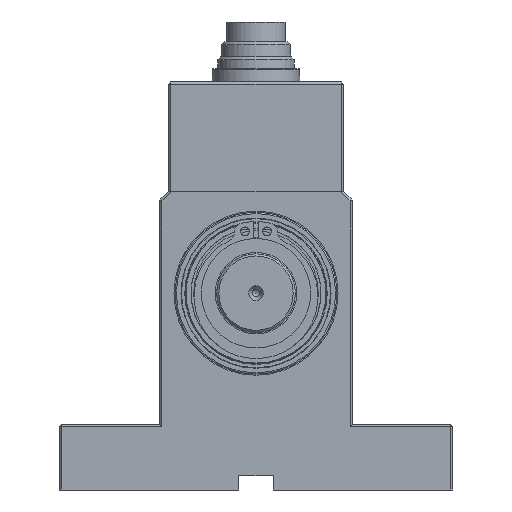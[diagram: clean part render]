
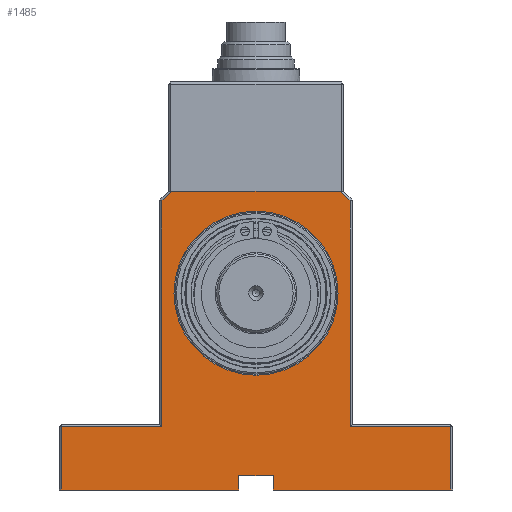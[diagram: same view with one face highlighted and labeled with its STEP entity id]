
A CAD part, left-side view. The second image highlights one B-rep face of the part: STEP entity #1485.
In plain terms, the highlighted face is planar.
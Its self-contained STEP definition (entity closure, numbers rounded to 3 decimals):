
#1485 = ADVANCED_FACE( '', ( #3010, #3011 ), #3012, .F. );
#3010 = FACE_OUTER_BOUND( '', #4903, .T. );
#3011 = FACE_BOUND( '', #4904, .T. );
#3012 = PLANE( '', #4905 );
#4903 = EDGE_LOOP( '', ( #7572, #7573, #7574, #7575, #7576, #7577, #7578, #7579, #7580, #7581, #7582, #7583, #7584, #7585 ) );
#4904 = EDGE_LOOP( '', ( #7586 ) );
#4905 = AXIS2_PLACEMENT_3D( '', #7587, #7588, #7589 );
#7572 = ORIENTED_EDGE( '', *, *, #10314, .T. );
#7573 = ORIENTED_EDGE( '', *, *, #9647, .T. );
#7574 = ORIENTED_EDGE( '', *, *, #9537, .F. );
#7575 = ORIENTED_EDGE( '', *, *, #10315, .T. );
#7576 = ORIENTED_EDGE( '', *, *, #10316, .T. );
#7577 = ORIENTED_EDGE( '', *, *, #10019, .T. );
#7578 = ORIENTED_EDGE( '', *, *, #10317, .T. );
#7579 = ORIENTED_EDGE( '', *, *, #10318, .F. );
#7580 = ORIENTED_EDGE( '', *, *, #10319, .F. );
#7581 = ORIENTED_EDGE( '', *, *, #10083, .F. );
#7582 = ORIENTED_EDGE( '', *, *, #10320, .T. );
#7583 = ORIENTED_EDGE( '', *, *, #10321, .F. );
#7584 = ORIENTED_EDGE( '', *, *, #10322, .T. );
#7585 = ORIENTED_EDGE( '', *, *, #9909, .T. );
#7586 = ORIENTED_EDGE( '', *, *, #10323, .T. );
#7587 = CARTESIAN_POINT( '', ( -45., 71.5, 0. ) );
#7588 = DIRECTION( '', ( 0., -1., 0. ) );
#7589 = DIRECTION( '', ( 0., 0., -1. ) );
#9537 = EDGE_CURVE( '', #10918, #10920, #10921, .T. );
#9647 = EDGE_CURVE( '', #11105, #10920, #11106, .T. );
#9909 = EDGE_CURVE( '', #11531, #11529, #11532, .T. );
#10019 = EDGE_CURVE( '', #11704, #11708, #11710, .T. );
#10083 = EDGE_CURVE( '', #11796, #11794, #11798, .T. );
#10314 = EDGE_CURVE( '', #11529, #11105, #12138, .T. );
#10315 = EDGE_CURVE( '', #10918, #12139, #12140, .T. );
#10316 = EDGE_CURVE( '', #12139, #11704, #12141, .T. );
#10317 = EDGE_CURVE( '', #11708, #12142, #12143, .T. );
#10318 = EDGE_CURVE( '', #12144, #12142, #12145, .T. );
#10319 = EDGE_CURVE( '', #11794, #12144, #12146, .T. );
#10320 = EDGE_CURVE( '', #11796, #12147, #12148, .T. );
#10321 = EDGE_CURVE( '', #12149, #12147, #12150, .T. );
#10322 = EDGE_CURVE( '', #12149, #11531, #12151, .T. );
#10323 = EDGE_CURVE( '', #12152, #12152, #12153, .T. );
#10918 = VERTEX_POINT( '', #12898 );
#10920 = VERTEX_POINT( '', #12901 );
#10921 = LINE( '', #12902, #12903 );
#11105 = VERTEX_POINT( '', #13129 );
#11106 = LINE( '', #13130, #13131 );
#11529 = VERTEX_POINT( '', #13649 );
#11531 = VERTEX_POINT( '', #13652 );
#11532 = LINE( '', #13653, #13654 );
#11704 = VERTEX_POINT( '', #13862 );
#11708 = VERTEX_POINT( '', #13868 );
#11710 = LINE( '', #13871, #13872 );
#11794 = VERTEX_POINT( '', #13974 );
#11796 = VERTEX_POINT( '', #13977 );
#11798 = LINE( '', #13980, #13981 );
#12138 = LINE( '', #14405, #14406 );
#12139 = VERTEX_POINT( '', #14407 );
#12140 = LINE( '', #14408, #14409 );
#12141 = LINE( '', #14410, #14411 );
#12142 = VERTEX_POINT( '', #14412 );
#12143 = LINE( '', #14413, #14414 );
#12144 = VERTEX_POINT( '', #14415 );
#12145 = LINE( '', #14416, #14417 );
#12146 = LINE( '', #14418, #14419 );
#12147 = VERTEX_POINT( '', #14420 );
#12148 = LINE( '', #14421, #14422 );
#12149 = VERTEX_POINT( '', #14423 );
#12150 = LINE( '', #14424, #14425 );
#12151 = LINE( '', #14426, #14427 );
#12152 = VERTEX_POINT( '', #14428 );
#12153 = CIRCLE( '', #14429, 18.75 );
#12898 = CARTESIAN_POINT( '', ( 19.293, 71.5, 68.3 ) );
#12901 = CARTESIAN_POINT( '', ( -19.293, 71.5, 68.3 ) );
#12902 = CARTESIAN_POINT( '', ( 22., 71.5, 68.3 ) );
#12903 = VECTOR( '', #15192, 1000. );
#13129 = CARTESIAN_POINT( '', ( -21.5, 71.5, 66.093 ) );
#13130 = CARTESIAN_POINT( '', ( -19.646, 71.5, 67.946 ) );
#13131 = VECTOR( '', #15358, 1000. );
#13649 = CARTESIAN_POINT( '', ( -21.5, 71.5, 14.5 ) );
#13652 = CARTESIAN_POINT( '', ( -44.5, 71.5, 14.5 ) );
#13653 = CARTESIAN_POINT( '', ( -22., 71.5, 14.5 ) );
#13654 = VECTOR( '', #15749, 1000. );
#13862 = CARTESIAN_POINT( '', ( 21.5, 71.5, 14.5 ) );
#13868 = CARTESIAN_POINT( '', ( 44.5, 71.5, 14.5 ) );
#13871 = CARTESIAN_POINT( '', ( 45., 71.5, 14.5 ) );
#13872 = VECTOR( '', #15900, 1000. );
#13974 = CARTESIAN_POINT( '', ( 4., 71.5, 3.3 ) );
#13977 = CARTESIAN_POINT( '', ( -4., 71.5, 3.3 ) );
#13980 = CARTESIAN_POINT( '', ( -4., 71.5, 3.3 ) );
#13981 = VECTOR( '', #15972, 1000. );
#14405 = CARTESIAN_POINT( '', ( -21.5, 71.5, 66.3 ) );
#14406 = VECTOR( '', #16267, 1000. );
#14407 = CARTESIAN_POINT( '', ( 21.5, 71.5, 66.093 ) );
#14408 = CARTESIAN_POINT( '', ( 21.646, 71.5, 65.946 ) );
#14409 = VECTOR( '', #16268, 1000. );
#14410 = CARTESIAN_POINT( '', ( 21.5, 71.5, 15. ) );
#14411 = VECTOR( '', #16269, 1000. );
#14412 = CARTESIAN_POINT( '', ( 44.5, 71.5, 0. ) );
#14413 = CARTESIAN_POINT( '', ( 44.5, 71.5, 0. ) );
#14414 = VECTOR( '', #16270, 1000. );
#14415 = CARTESIAN_POINT( '', ( 4., 71.5, 0. ) );
#14416 = CARTESIAN_POINT( '', ( -45., 71.5, 0. ) );
#14417 = VECTOR( '', #16271, 1000. );
#14418 = CARTESIAN_POINT( '', ( 4., 71.5, 3.3 ) );
#14419 = VECTOR( '', #16272, 1000. );
#14420 = CARTESIAN_POINT( '', ( -4., 71.5, 0. ) );
#14421 = CARTESIAN_POINT( '', ( -4., 71.5, 3.3 ) );
#14422 = VECTOR( '', #16273, 1000. );
#14423 = CARTESIAN_POINT( '', ( -44.5, 71.5, 0. ) );
#14424 = CARTESIAN_POINT( '', ( -45., 71.5, 0. ) );
#14425 = VECTOR( '', #16274, 1000. );
#14426 = CARTESIAN_POINT( '', ( -44.5, 71.5, 15. ) );
#14427 = VECTOR( '', #16275, 1000. );
#14428 = CARTESIAN_POINT( '', ( -18.75, 71.5, 45. ) );
#14429 = AXIS2_PLACEMENT_3D( '', #16276, #16277, #16278 );
#15192 = DIRECTION( '', ( -1., 0., 0. ) );
#15358 = DIRECTION( '', ( 0.707, 0., 0.707 ) );
#15749 = DIRECTION( '', ( 1., 0., 0. ) );
#15900 = DIRECTION( '', ( 1., 0., 0. ) );
#15972 = DIRECTION( '', ( 1., 0., 0. ) );
#16267 = DIRECTION( '', ( 0., 0., 1. ) );
#16268 = DIRECTION( '', ( 0.707, 0., -0.707 ) );
#16269 = DIRECTION( '', ( 0., 0., -1. ) );
#16270 = DIRECTION( '', ( 0., 0., -1. ) );
#16271 = DIRECTION( '', ( 1., 0., 0. ) );
#16272 = DIRECTION( '', ( 0., 0., -1. ) );
#16273 = DIRECTION( '', ( 0., 0., -1. ) );
#16274 = DIRECTION( '', ( 1., 0., 0. ) );
#16275 = DIRECTION( '', ( 0., 0., 1. ) );
#16276 = CARTESIAN_POINT( '', ( 0., 71.5, 45. ) );
#16277 = DIRECTION( '', ( 0., -1., 0. ) );
#16278 = DIRECTION( '', ( -1., 0., 0. ) );
